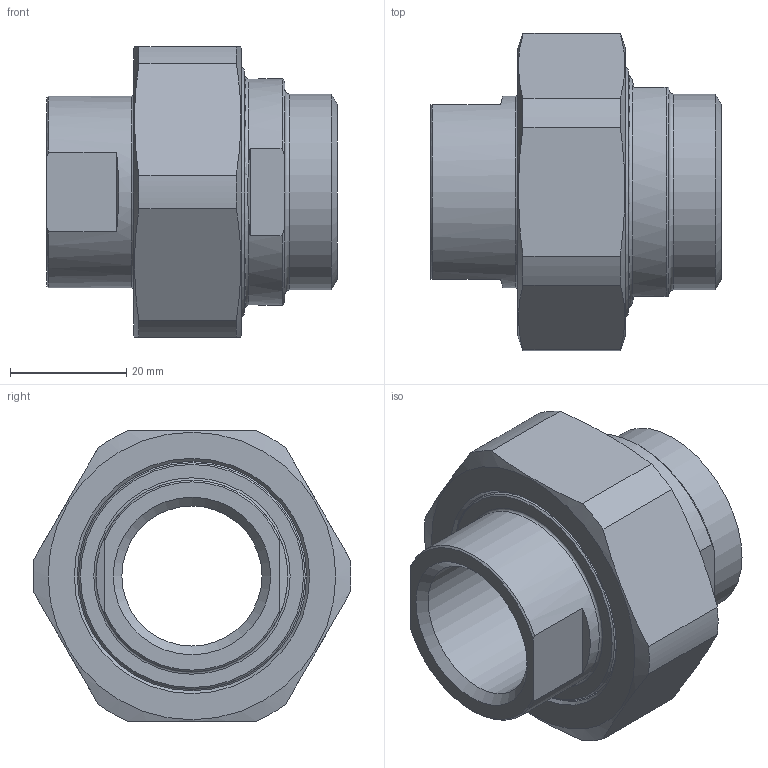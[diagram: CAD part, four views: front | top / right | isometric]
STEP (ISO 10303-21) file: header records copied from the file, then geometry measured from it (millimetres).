
FILE_DESCRIPTION(/* description */ (''),/* implementation_level */ '2;1');
FILE_NAME(/* name */ '3D_R134-E-SG-DN20-33.7_17101723.stp',/* time_stamp */ '2021-06-30T15:18:06+02:00',/* author */ ('cad'),/* organization */ (''),/* preprocessor_version */ 'ST-DEVELOPER v18.1',/* originating_system */ 'Autodesk Inventor 2022',/* authorisation */ '');
FILE_SCHEMA (('AUTOMOTIVE_DESIGN { 1 0 10303 214 3 1 1 }'));
Length unit declared in the file: millimetre
Products named in the file (4): 3D_R134-E-SG-DN20-33.7_17101723; 3D_R134-M-DN25_171011620; 3D_R134-SG-33.7_171011520; 3D_R134-E-DN20-DN25_171011023
Assembly tree (3 placements, depth 2):
  3D_R134-E-SG-DN20-33.7_17101723
    3D_R134-M-DN25_171011620
    3D_R134-SG-33.7_171011520
    3D_R134-E-DN20-DN25_171011023
Bounding box: 50 x 54.68 x 50 mm (x, y, z)
Volume: 40781.1 mm3; surface area: 20857 mm2
Topology: 3 solids, 3 shells, 76 faces, 184 edges, 121 vertices
Faces by surface type: plane 27, cone 21, cylinder 18, torus 10
Full cylindrical faces by diameter (mm): 24.117 x1, 28.5 x1, 28.7 x1, 33 x1, 33.7 x1, 39 x1, 39.5 x1, 43 x1, 43.376 x1, 44.85 x1
Entity records: 2423 total; most frequent: CARTESIAN_POINT 448, DIRECTION 433, ORIENTED_EDGE 368, AXIS2_PLACEMENT_3D 189, EDGE_CURVE 184, VERTEX_POINT 121, CIRCLE 100, EDGE_LOOP 89
